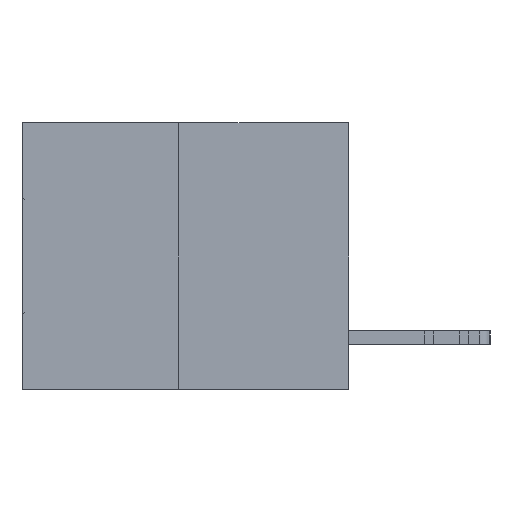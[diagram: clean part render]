
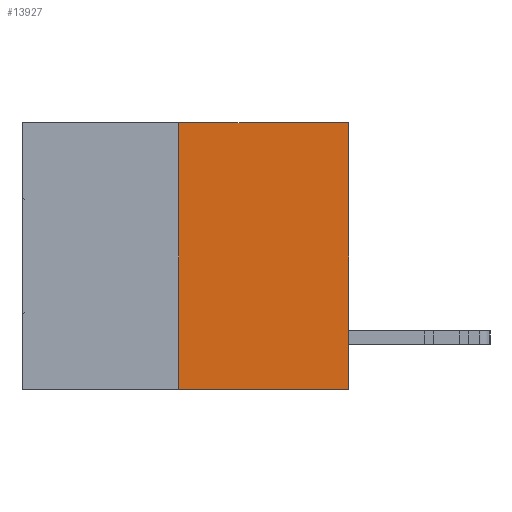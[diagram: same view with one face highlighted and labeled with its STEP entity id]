
A CAD part, left-side view. The second image highlights one B-rep face of the part: STEP entity #13927.
In plain terms, the highlighted planar face has unit normal (-1, 0, 0).
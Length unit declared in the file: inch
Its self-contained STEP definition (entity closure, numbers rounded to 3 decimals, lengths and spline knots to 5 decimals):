
#2010 = CARTESIAN_POINT ( 'NONE',  ( 0., 0.6, 0. ) ) ;
#2123 = PLANE ( 'NONE',  #24128 ) ;
#2961 = CARTESIAN_POINT ( 'NONE',  ( 0., 0., 0. ) ) ;
#3672 = EDGE_LOOP ( 'NONE', ( #27236, #10104, #7801, #31669 ) ) ;
#3751 = LINE ( 'NONE', #22864, #20037 ) ;
#4426 = DIRECTION ( 'NONE',  ( 0., 0., 1. ) ) ;
#4669 = DIRECTION ( 'NONE',  ( 1., 0., 0. ) ) ;
#6990 = VERTEX_POINT ( 'NONE', #21581 ) ;
#7361 = EDGE_CURVE ( 'NONE', #6990, #34072, #11395, .T. ) ;
#7801 = ORIENTED_EDGE ( 'NONE', *, *, #7361, .T. ) ;
#8904 = FACE_OUTER_BOUND ( 'NONE', #3672, .T. ) ;
#9570 = VERTEX_POINT ( 'NONE', #13166 ) ;
#10094 = DIRECTION ( 'NONE',  ( 0., -1., 0. ) ) ;
#10104 = ORIENTED_EDGE ( 'NONE', *, *, #18907, .T. ) ;
#11062 = DIRECTION ( 'NONE',  ( 0., 0., 1. ) ) ;
#11395 = LINE ( 'NONE', #2961, #33115 ) ;
#11804 = LINE ( 'NONE', #31455, #26045 ) ;
#12975 = LINE ( 'NONE', #19354, #14276 ) ;
#13166 = CARTESIAN_POINT ( 'NONE',  ( 0., 0.312, -0.49 ) ) ;
#13927 = ADVANCED_FACE ( 'NONE', ( #8904 ), #2123, .F. ) ;
#14276 = VECTOR ( 'NONE', #16760, 39.37008 ) ;
#14448 = EDGE_CURVE ( 'NONE', #32894, #34072, #11804, .T. ) ;
#16760 = DIRECTION ( 'NONE',  ( 0., -1., 0. ) ) ;
#17222 = EDGE_CURVE ( 'NONE', #9570, #32894, #3751, .T. ) ;
#18907 = EDGE_CURVE ( 'NONE', #9570, #6990, #12975, .T. ) ;
#19354 = CARTESIAN_POINT ( 'NONE',  ( 0., 0.6, -0.49 ) ) ;
#20037 = VECTOR ( 'NONE', #4426, 39.37008 ) ;
#21581 = CARTESIAN_POINT ( 'NONE',  ( 0., 0., -0.49 ) ) ;
#22864 = CARTESIAN_POINT ( 'NONE',  ( 0., 0.312, -0.49 ) ) ;
#23335 = DIRECTION ( 'NONE',  ( 0., 0., -1. ) ) ;
#24128 = AXIS2_PLACEMENT_3D ( 'NONE', #2010, #4669, #23335 ) ;
#26045 = VECTOR ( 'NONE', #10094, 39.37008 ) ;
#27236 = ORIENTED_EDGE ( 'NONE', *, *, #17222, .F. ) ;
#27711 = CARTESIAN_POINT ( 'NONE',  ( 0., 0., 0. ) ) ;
#30615 = CARTESIAN_POINT ( 'NONE',  ( 0., 0.312, 0. ) ) ;
#31455 = CARTESIAN_POINT ( 'NONE',  ( 0., 0.6, 0. ) ) ;
#31669 = ORIENTED_EDGE ( 'NONE', *, *, #14448, .F. ) ;
#32894 = VERTEX_POINT ( 'NONE', #30615 ) ;
#33115 = VECTOR ( 'NONE', #11062, 39.37008 ) ;
#34072 = VERTEX_POINT ( 'NONE', #27711 ) ;
